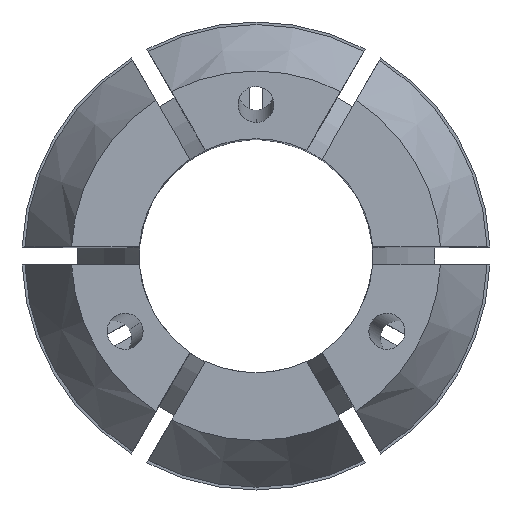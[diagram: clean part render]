
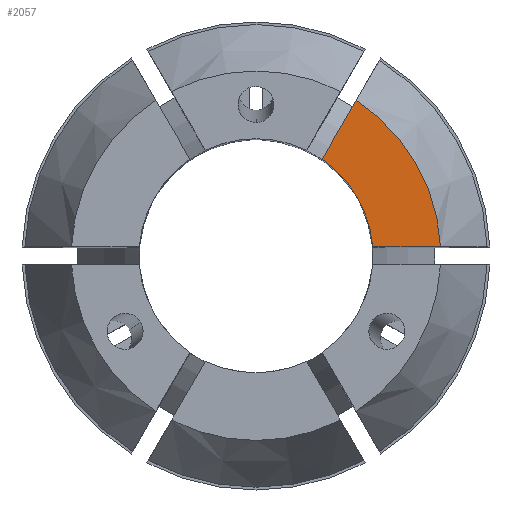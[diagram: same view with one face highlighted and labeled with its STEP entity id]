
A CAD part, top view. The second image highlights one B-rep face of the part: STEP entity #2057.
In plain terms, the highlighted planar face has unit normal (0, 0, 1).
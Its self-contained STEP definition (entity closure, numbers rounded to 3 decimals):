
#67 = CARTESIAN_POINT ( 'NONE',  ( 0., 0., 34. ) ) ;
#121 = CIRCLE ( 'NONE', #3405, 6.5 ) ;
#124 = CARTESIAN_POINT ( 'NONE',  ( 0., 0., 34. ) ) ;
#182 = VECTOR ( 'NONE', #3102, 1000. ) ;
#315 = CARTESIAN_POINT ( 'NONE',  ( 0., 0.5, 34. ) ) ;
#343 = AXIS2_PLACEMENT_3D ( 'NONE', #67, #2320, #1176 ) ;
#387 = FACE_OUTER_BOUND ( 'NONE', #3584, .T. ) ;
#469 = PLANE ( 'NONE',  #2185 ) ;
#502 = ORIENTED_EDGE ( 'NONE', *, *, #853, .F. ) ;
#632 = VERTEX_POINT ( 'NONE', #3325 ) ;
#738 = EDGE_CURVE ( 'NONE', #632, #986, #1995, .T. ) ;
#741 = CARTESIAN_POINT ( 'NONE',  ( 6.481, 0.5, 34. ) ) ;
#843 = VERTEX_POINT ( 'NONE', #919 ) ;
#853 = EDGE_CURVE ( 'NONE', #632, #843, #2899, .T. ) ;
#919 = CARTESIAN_POINT ( 'NONE',  ( 10.251, 0.5, 34. ) ) ;
#986 = VERTEX_POINT ( 'NONE', #3627 ) ;
#1136 = VECTOR ( 'NONE', #3480, 1000. ) ;
#1176 = DIRECTION ( 'NONE',  ( -1., 0., 0. ) ) ;
#1238 = ORIENTED_EDGE ( 'NONE', *, *, #738, .T. ) ;
#1664 = CARTESIAN_POINT ( 'NONE',  ( 4.877, 7.447, 34. ) ) ;
#1683 = ORIENTED_EDGE ( 'NONE', *, *, #2466, .F. ) ;
#1898 = EDGE_CURVE ( 'NONE', #843, #3280, #2306, .T. ) ;
#1995 = LINE ( 'NONE', #1664, #182 ) ;
#2057 = ADVANCED_FACE ( 'NONE', ( #387 ), #469, .T. ) ;
#2105 = DIRECTION ( 'NONE',  ( 0., 0., 1. ) ) ;
#2165 = DIRECTION ( 'NONE',  ( 1., 0., 0. ) ) ;
#2185 = AXIS2_PLACEMENT_3D ( 'NONE', #2494, #3048, #2165 ) ;
#2306 = LINE ( 'NONE', #315, #1136 ) ;
#2320 = DIRECTION ( 'NONE',  ( 0., 0., -1. ) ) ;
#2398 = DIRECTION ( 'NONE',  ( 1., 0., 0. ) ) ;
#2466 = EDGE_CURVE ( 'NONE', #3280, #986, #121, .T. ) ;
#2494 = CARTESIAN_POINT ( 'NONE',  ( 0., 10.263, 34. ) ) ;
#2899 = CIRCLE ( 'NONE', #343, 10.263 ) ;
#3048 = DIRECTION ( 'NONE',  ( 0., 0., 1. ) ) ;
#3102 = DIRECTION ( 'NONE',  ( -0.5, -0.866, 0. ) ) ;
#3280 = VERTEX_POINT ( 'NONE', #741 ) ;
#3325 = CARTESIAN_POINT ( 'NONE',  ( 5.558, 8.627, 34. ) ) ;
#3372 = ORIENTED_EDGE ( 'NONE', *, *, #1898, .F. ) ;
#3405 = AXIS2_PLACEMENT_3D ( 'NONE', #124, #2105, #2398 ) ;
#3480 = DIRECTION ( 'NONE',  ( -1., 0., 0. ) ) ;
#3584 = EDGE_LOOP ( 'NONE', ( #502, #1238, #1683, #3372 ) ) ;
#3627 = CARTESIAN_POINT ( 'NONE',  ( 3.673, 5.362, 34. ) ) ;
